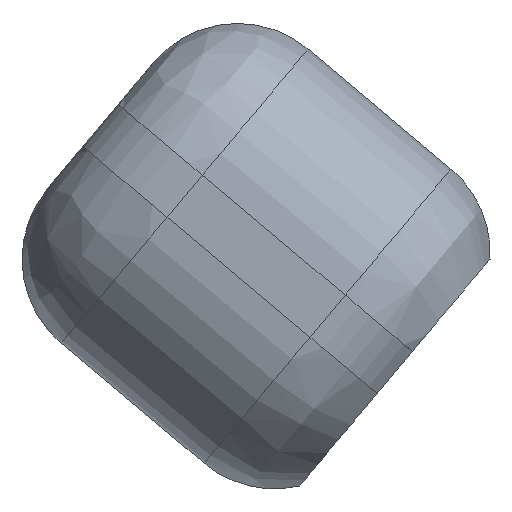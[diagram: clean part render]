
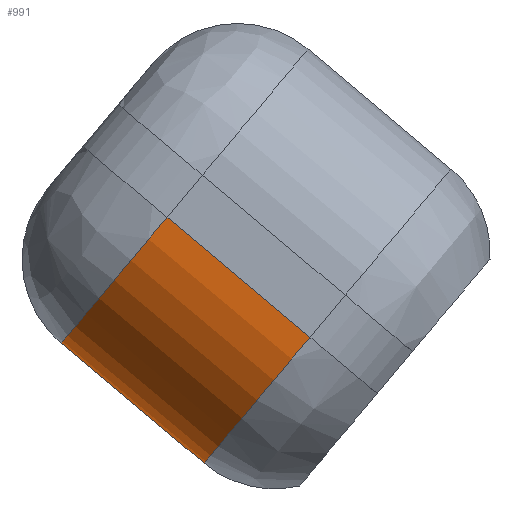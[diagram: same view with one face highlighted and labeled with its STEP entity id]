
A CAD part, left-side view. The second image highlights one B-rep face of the part: STEP entity #991.
In plain terms, the highlighted cylindrical face has radius 3 mm (diameter 6 mm), a partial arc.
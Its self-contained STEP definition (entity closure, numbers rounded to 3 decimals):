
#95=FACE_OUTER_BOUND('',#163,.T.);
#163=EDGE_LOOP('',(#805,#806,#807,#808));
#233=LINE('',#1771,#305);
#234=LINE('',#1774,#306);
#305=VECTOR('',#1368,10.);
#306=VECTOR('',#1371,10.);
#380=CIRCLE('',#1108,3.);
#385=CIRCLE('',#1115,3.);
#454=VERTEX_POINT('',#1729);
#457=VERTEX_POINT('',#1747);
#461=VERTEX_POINT('',#1770);
#462=VERTEX_POINT('',#1772);
#574=EDGE_CURVE('',#454,#457,#380,.T.);
#581=EDGE_CURVE('',#457,#461,#233,.T.);
#582=EDGE_CURVE('',#461,#462,#385,.T.);
#583=EDGE_CURVE('',#454,#462,#234,.T.);
#805=ORIENTED_EDGE('',*,*,#574,.T.);
#806=ORIENTED_EDGE('',*,*,#581,.T.);
#807=ORIENTED_EDGE('',*,*,#582,.T.);
#808=ORIENTED_EDGE('',*,*,#583,.F.);
#937=CYLINDRICAL_SURFACE('',#1114,3.);
#991=ADVANCED_FACE('',(#95),#937,.T.);
#1108=AXIS2_PLACEMENT_3D('',#1750,#1352,#1353);
#1114=AXIS2_PLACEMENT_3D('',#1769,#1366,#1367);
#1115=AXIS2_PLACEMENT_3D('',#1773,#1369,#1370);
#1352=DIRECTION('center_axis',(0.,0.766,
0.643));
#1353=DIRECTION('ref_axis',(0.,-0.643,0.766));
#1366=DIRECTION('center_axis',(0.,0.766,0.643));
#1367=DIRECTION('ref_axis',(-1.,0.,0.));
#1368=DIRECTION('',(0.,0.766,0.643));
#1369=DIRECTION('center_axis',(0.,-0.766,
-0.643));
#1370=DIRECTION('ref_axis',(-0.707,0.455,-0.542));
#1371=DIRECTION('',(0.,0.766,0.643));
#1729=CARTESIAN_POINT('',(-20.,12.743,5.36));
#1747=CARTESIAN_POINT('',(-23.,10.814,7.658));
#1750=CARTESIAN_POINT('Origin',(-20.,10.814,7.658));
#1769=CARTESIAN_POINT('Origin',(-20.,13.419,9.844));
#1770=CARTESIAN_POINT('',(-23.,13.419,9.844));
#1771=CARTESIAN_POINT('',(-23.,13.419,9.844));
#1772=CARTESIAN_POINT('',(-20.,15.347,7.546));
#1773=CARTESIAN_POINT('Origin',(-20.,13.419,9.844));
#1774=CARTESIAN_POINT('',(-20.,15.347,7.546));
